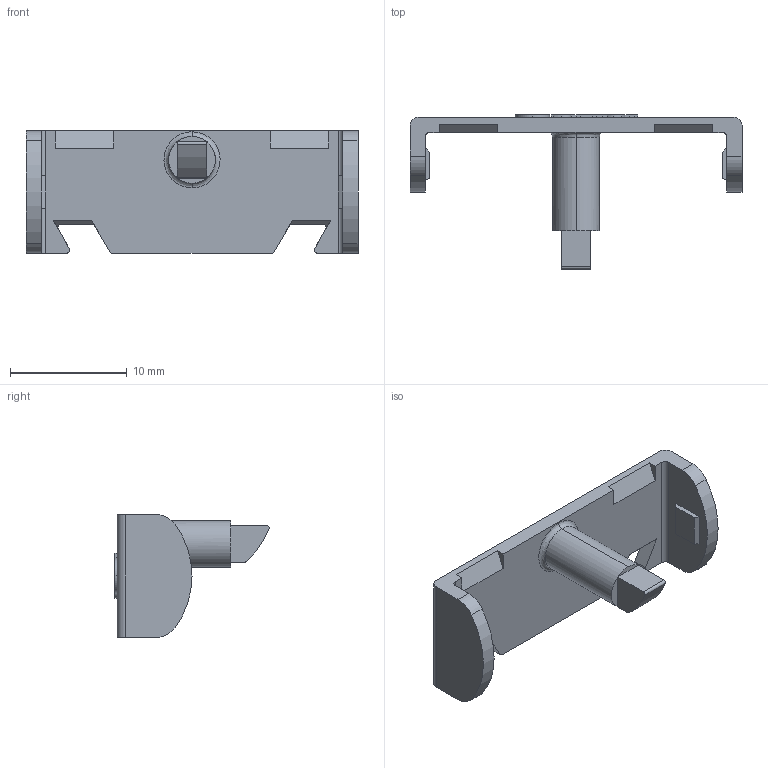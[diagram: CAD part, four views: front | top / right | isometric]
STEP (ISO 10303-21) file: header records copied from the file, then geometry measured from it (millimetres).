
FILE_DESCRIPTION (( 'STEP AP203' ), '1' );
FILE_NAME ('WRZ-011007_Default_sldprt.STEP', '2021-04-17T06:21:52', ( '' ), ( '' ), 'SwSTEP 2.0', 'SolidWorks 2013', '' );
FILE_SCHEMA (( 'CONFIG_CONTROL_DESIGN' ));
Length unit declared in the file: millimetre
Products named in the file (1): WRZ-011007_Default_sldprt
Bounding box: 28.4 x 13.2 x 10.5 mm (x, y, z)
Volume: 613.1 mm3; surface area: 1020.3 mm2
Topology: 1 solids, 1 shells, 196 faces, 537 edges, 355 vertices
Faces by surface type: plane 113, bspline 59, cylinder 24
Entity records: 6664 total; most frequent: CARTESIAN_POINT 1978, ORIENTED_EDGE 1074, DIRECTION 744, EDGE_CURVE 537, LINE 366, VECTOR 366, VERTEX_POINT 355, EDGE_LOOP 208
